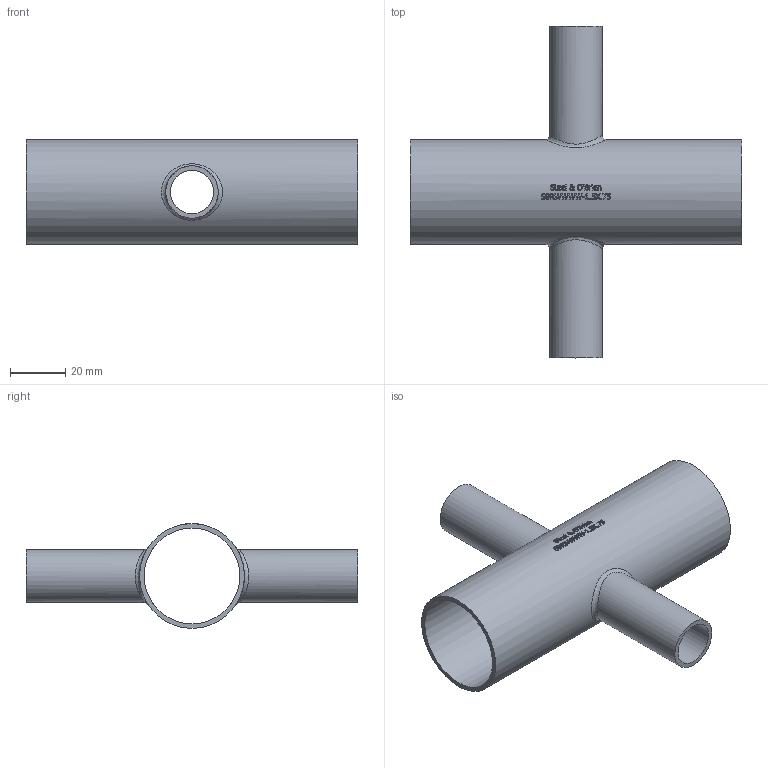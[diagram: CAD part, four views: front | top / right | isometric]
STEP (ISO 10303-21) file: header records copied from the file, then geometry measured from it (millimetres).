
FILE_DESCRIPTION(/* description */ (''),/* implementation_level */ '2;1');
FILE_NAME(/* name */ 'S9RWWWW-15X.75.stp',/* time_stamp */ '2018-11-30T10:56:26-05:00',/* author */ ('rick'),/* organization */ (''),/* preprocessor_version */ 'ST-DEVELOPER v15.2',/* originating_system */ 'Autodesk Inventor 2014',/* authorisation */ '');
FILE_SCHEMA (('AUTOMOTIVE_DESIGN { 1 0 10303 214 3 1 1 }'));
Length unit declared in the file: inch
Products named in the file (1): S9RWWWW-15X.75
Bounding box: 120.65 x 120.65 x 38.1 mm (x, y, z)
Volume: 29823.8 mm3; surface area: 36615.5 mm2
Topology: 1 solids, 1 shells, 443 faces, 1202 edges, 802 vertices
Faces by surface type: plane 208, bspline 190, cylinder 45
Full cylindrical faces by diameter (mm): 15.748 x2, 19.05 x2, 34.798 x1, 38.1 x1
Entity records: 17917 total; most frequent: CARTESIAN_POINT 7791, ORIENTED_EDGE 2384, DIRECTION 1552, EDGE_CURVE 1192, VERTEX_POINT 798, LINE 576, VECTOR 576, EDGE_LOOP 496
